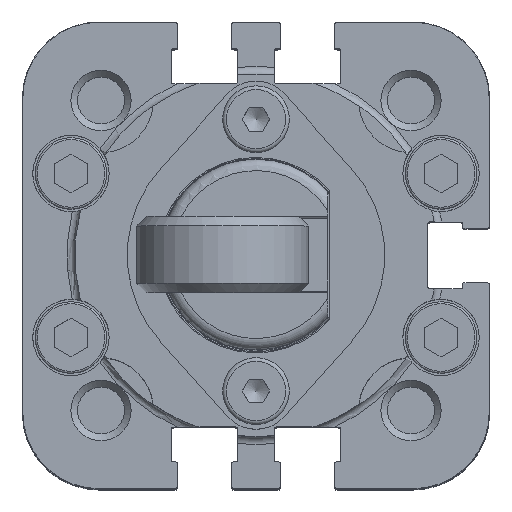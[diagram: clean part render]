
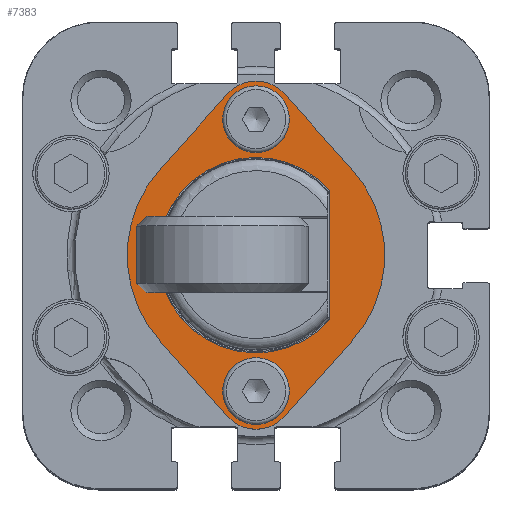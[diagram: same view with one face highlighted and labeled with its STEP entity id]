
A CAD part, top view. The second image highlights one B-rep face of the part: STEP entity #7383.
In plain terms, the highlighted planar face has unit normal (0, 0, 1).
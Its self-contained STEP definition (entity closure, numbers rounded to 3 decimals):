
#3521 = CARTESIAN_POINT ( 'NONE',  ( 2.981, -16.917, 82.5 ) ) ;
#3563 = CARTESIAN_POINT ( 'NONE',  ( -2.981, 16.917, 82.5 ) ) ;
#3667 = CARTESIAN_POINT ( 'NONE',  ( -7.7, -6.766, 82.5 ) ) ;
#3671 = CARTESIAN_POINT ( 'NONE',  ( -2.981, -16.917, 82.5 ) ) ;
#3688 = CARTESIAN_POINT ( 'NONE',  ( -10.062, -9., 82.5 ) ) ;
#3696 = CARTESIAN_POINT ( 'NONE',  ( -7.7, 6.766, 82.5 ) ) ;
#3749 = CARTESIAN_POINT ( 'NONE',  ( 10.062, -9., 82.5 ) ) ;
#3752 = CARTESIAN_POINT ( 'NONE',  ( 10.062, 9., 82.5 ) ) ;
#3781 = CARTESIAN_POINT ( 'NONE',  ( -10.062, 9., 82.5 ) ) ;
#3786 = CARTESIAN_POINT ( 'NONE',  ( 2.981, 16.917, 82.5 ) ) ;
#5772 = AXIS2_PLACEMENT_3D ( 'NONE', #19510, #19551, #19552 ) ;
#5790 = AXIS2_PLACEMENT_3D ( 'NONE', #19506, #19508, #19509 ) ;
#5827 = AXIS2_PLACEMENT_3D ( 'NONE', #19841, #19843, #19844 ) ;
#5830 = AXIS2_PLACEMENT_3D ( 'NONE', #19828, #19832, #19833 ) ;
#5831 = AXIS2_PLACEMENT_3D ( 'NONE', #19817, #19826, #19827 ) ;
#5832 = AXIS2_PLACEMENT_3D ( 'NONE', #19838, #19845, #19846 ) ;
#5833 = AXIS2_PLACEMENT_3D ( 'NONE', #19842, #19851, #19852 ) ;
#6188 = VERTEX_POINT ( 'NONE', #6189 ) ;
#6189 = CARTESIAN_POINT ( 'NONE',  ( 0., 10.75, 82.5 ) ) ;
#6196 = VERTEX_POINT ( 'NONE', #6197 ) ;
#6197 = CARTESIAN_POINT ( 'NONE',  ( 0., -17.75, 82.5 ) ) ;
#7131 = EDGE_CURVE ( 'NONE', #6188, #6188, #18656, .T. ) ;
#7133 = EDGE_CURVE ( 'NONE', #13555, #13780, #18658, .T. ) ;
#7191 = EDGE_CURVE ( 'NONE', #13665, #13682, #18732, .T. ) ;
#7194 = EDGE_CURVE ( 'NONE', #13513, #13665, #18740, .T. ) ;
#7196 = EDGE_CURVE ( 'NONE', #13743, #13513, #18741, .T. ) ;
#7197 = EDGE_CURVE ( 'NONE', #13746, #13743, #18743, .T. ) ;
#7198 = EDGE_CURVE ( 'NONE', #13780, #13746, #18738, .T. ) ;
#7199 = EDGE_CURVE ( 'NONE', #13775, #13555, #18744, .T. ) ;
#7200 = EDGE_CURVE ( 'NONE', #13660, #13690, #18746, .T. ) ;
#7201 = EDGE_CURVE ( 'NONE', #13682, #13775, #18751, .T. ) ;
#7202 = EDGE_CURVE ( 'NONE', #6196, #6196, #18753, .T. ) ;
#7204 = EDGE_CURVE ( 'NONE', #13690, #13660, #18756, .T. ) ;
#7383 = ADVANCED_FACE ( 'NONE', ( #19063, #19072, #19074, #19076 ), #20435, .F. ) ;
#13513 = VERTEX_POINT ( 'NONE', #3521 ) ;
#13555 = VERTEX_POINT ( 'NONE', #3563 ) ;
#13660 = VERTEX_POINT ( 'NONE', #3667 ) ;
#13665 = VERTEX_POINT ( 'NONE', #3671 ) ;
#13682 = VERTEX_POINT ( 'NONE', #3688 ) ;
#13690 = VERTEX_POINT ( 'NONE', #3696 ) ;
#13743 = VERTEX_POINT ( 'NONE', #3749 ) ;
#13746 = VERTEX_POINT ( 'NONE', #3752 ) ;
#13775 = VERTEX_POINT ( 'NONE', #3781 ) ;
#13780 = VERTEX_POINT ( 'NONE', #3786 ) ;
#14333 = EDGE_LOOP ( 'NONE', ( #15500 ) ) ;
#14673 = EDGE_LOOP ( 'NONE', ( #15498, #15499 ) ) ;
#14883 = EDGE_LOOP ( 'NONE', ( #15489, #15490, #15491, #15492, #15493, #15494, #15495, #15496 ) ) ;
#14970 = EDGE_LOOP ( 'NONE', ( #15497 ) ) ;
#15489 = ORIENTED_EDGE ( 'NONE', *, *, #7194, .F. ) ;
#15490 = ORIENTED_EDGE ( 'NONE', *, *, #7196, .F. ) ;
#15491 = ORIENTED_EDGE ( 'NONE', *, *, #7197, .F. ) ;
#15492 = ORIENTED_EDGE ( 'NONE', *, *, #7198, .F. ) ;
#15493 = ORIENTED_EDGE ( 'NONE', *, *, #7133, .F. ) ;
#15494 = ORIENTED_EDGE ( 'NONE', *, *, #7199, .F. ) ;
#15495 = ORIENTED_EDGE ( 'NONE', *, *, #7201, .F. ) ;
#15496 = ORIENTED_EDGE ( 'NONE', *, *, #7191, .F. ) ;
#15497 = ORIENTED_EDGE ( 'NONE', *, *, #7202, .T. ) ;
#15498 = ORIENTED_EDGE ( 'NONE', *, *, #7204, .T. ) ;
#15499 = ORIENTED_EDGE ( 'NONE', *, *, #7200, .T. ) ;
#15500 = ORIENTED_EDGE ( 'NONE', *, *, #7131, .T. ) ;
#18656 = CIRCLE ( 'NONE', #5790, 3.5 ) ;
#18658 = CIRCLE ( 'NONE', #5772, 4. ) ;
#18732 = LINE ( 'NONE', #19818, #18733 ) ;
#18733 = VECTOR ( 'NONE', #19819, 1000. ) ;
#18734 = VECTOR ( 'NONE', #19835, 1000. ) ;
#18738 = LINE ( 'NONE', #19834, #18734 ) ;
#18740 = CIRCLE ( 'NONE', #5831, 4. ) ;
#18741 = LINE ( 'NONE', #19830, #18742 ) ;
#18742 = VECTOR ( 'NONE', #19831, 1000. ) ;
#18743 = CIRCLE ( 'NONE', #5830, 13.5 ) ;
#18744 = LINE ( 'NONE', #19836, #18745 ) ;
#18745 = VECTOR ( 'NONE', #19837, 1000. ) ;
#18746 = LINE ( 'NONE', #19839, #18747 ) ;
#18747 = VECTOR ( 'NONE', #19840, 1000. ) ;
#18751 = CIRCLE ( 'NONE', #5827, 13.5 ) ;
#18753 = CIRCLE ( 'NONE', #5832, 3.5 ) ;
#18756 = CIRCLE ( 'NONE', #5833, 10.25 ) ;
#19063 = FACE_OUTER_BOUND ( 'NONE', #14883, .T. ) ;
#19072 = FACE_BOUND ( 'NONE', #14970, .T. ) ;
#19074 = FACE_BOUND ( 'NONE', #14673, .T. ) ;
#19076 = FACE_BOUND ( 'NONE', #14333, .T. ) ;
#19506 = CARTESIAN_POINT ( 'NONE',  ( 0., 14.25, 82.5 ) ) ;
#19508 = DIRECTION ( 'NONE',  ( 0., 0., -1. ) ) ;
#19509 = DIRECTION ( 'NONE',  ( 0., -1., 0. ) ) ;
#19510 = CARTESIAN_POINT ( 'NONE',  ( 0., 14.25, 82.5 ) ) ;
#19551 = DIRECTION ( 'NONE',  ( 0., 0., -1. ) ) ;
#19552 = DIRECTION ( 'NONE',  ( 0.745, -0.667, 0. ) ) ;
#19817 = CARTESIAN_POINT ( 'NONE',  ( 0., -14.25, 82.5 ) ) ;
#19818 = CARTESIAN_POINT ( 'NONE',  ( -2.981, -16.917, 82.5 ) ) ;
#19819 = DIRECTION ( 'NONE',  ( -0.667, 0.745, 0. ) ) ;
#19826 = DIRECTION ( 'NONE',  ( 0., 0., -1. ) ) ;
#19827 = DIRECTION ( 'NONE',  ( -0.745, 0.667, 0. ) ) ;
#19828 = CARTESIAN_POINT ( 'NONE',  ( 0., 0., 82.5 ) ) ;
#19830 = CARTESIAN_POINT ( 'NONE',  ( 10.062, -9., 82.5 ) ) ;
#19831 = DIRECTION ( 'NONE',  ( -0.667, -0.745, 0. ) ) ;
#19832 = DIRECTION ( 'NONE',  ( 0., 0., -1. ) ) ;
#19833 = DIRECTION ( 'NONE',  ( -0.745, -0.667, 0. ) ) ;
#19834 = CARTESIAN_POINT ( 'NONE',  ( 2.981, 16.917, 82.5 ) ) ;
#19835 = DIRECTION ( 'NONE',  ( 0.667, -0.745, 0. ) ) ;
#19836 = CARTESIAN_POINT ( 'NONE',  ( -10.062, 9., 82.5 ) ) ;
#19837 = DIRECTION ( 'NONE',  ( 0.667, 0.745, 0. ) ) ;
#19838 = CARTESIAN_POINT ( 'NONE',  ( 0., -14.25, 82.5 ) ) ;
#19839 = CARTESIAN_POINT ( 'NONE',  ( -7.7, -6.766, 82.5 ) ) ;
#19840 = DIRECTION ( 'NONE',  ( 0., 1., 0. ) ) ;
#19841 = CARTESIAN_POINT ( 'NONE',  ( 0., 0., 82.5 ) ) ;
#19842 = CARTESIAN_POINT ( 'NONE',  ( 0., 0., 82.5 ) ) ;
#19843 = DIRECTION ( 'NONE',  ( 0., 0., -1. ) ) ;
#19844 = DIRECTION ( 'NONE',  ( 0.745, 0.667, 0. ) ) ;
#19845 = DIRECTION ( 'NONE',  ( 0., 0., -1. ) ) ;
#19846 = DIRECTION ( 'NONE',  ( 0., -1., 0. ) ) ;
#19851 = DIRECTION ( 'NONE',  ( 0., 0., -1. ) ) ;
#19852 = DIRECTION ( 'NONE',  ( -0.751, 0.66, 0. ) ) ;
#20426 = CARTESIAN_POINT ( 'NONE',  ( 0., 0., 82.5 ) ) ;
#20435 = PLANE ( 'NONE',  #20836 ) ;
#20445 = DIRECTION ( 'NONE',  ( 0., 0., -1. ) ) ;
#20446 = DIRECTION ( 'NONE',  ( 0.707, 0.707, 0. ) ) ;
#20836 = AXIS2_PLACEMENT_3D ( 'NONE', #20426, #20445, #20446 ) ;
